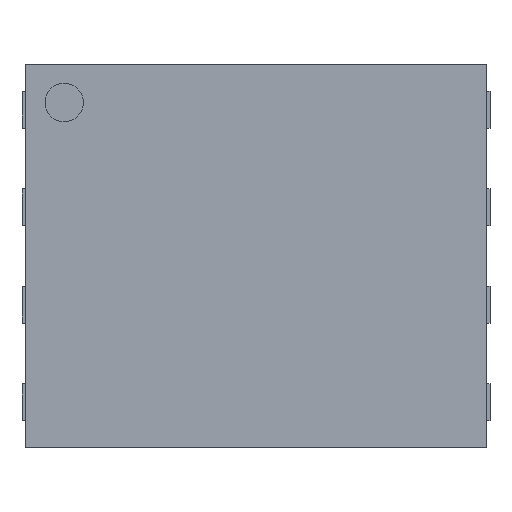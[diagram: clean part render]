
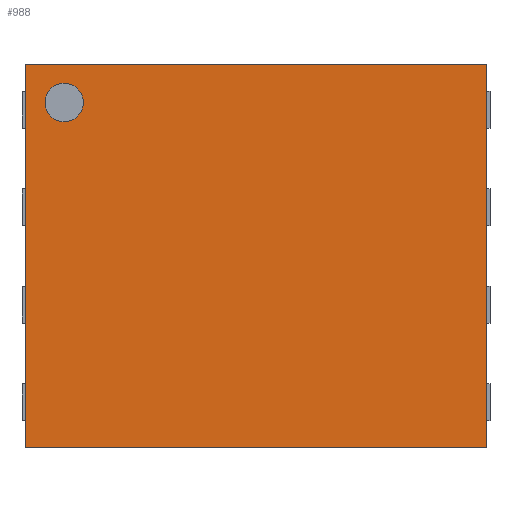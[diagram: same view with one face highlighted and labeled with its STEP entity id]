
A CAD part, top view. The second image highlights one B-rep face of the part: STEP entity #988.
In plain terms, the highlighted planar face has unit normal (0, 0, 1).
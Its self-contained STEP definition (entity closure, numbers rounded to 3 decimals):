
#13=FACE_BOUND('',#220,.T.);
#93=PLANE('',#1092);
#156=FACE_OUTER_BOUND('',#219,.T.);
#219=EDGE_LOOP('',(#912,#913,#914,#915));
#220=EDGE_LOOP('',(#916));
#319=LINE('',#1619,#427);
#323=LINE('',#1626,#431);
#326=LINE('',#1632,#434);
#328=LINE('',#1635,#436);
#427=VECTOR('',#1343,1000.);
#431=VECTOR('',#1349,1000.);
#434=VECTOR('',#1354,1000.);
#436=VECTOR('',#1358,1000.);
#454=CIRCLE('',#1085,0.25);
#530=VERTEX_POINT('',#1609);
#533=VERTEX_POINT('',#1616);
#534=VERTEX_POINT('',#1618);
#536=VERTEX_POINT('',#1624);
#538=VERTEX_POINT('',#1630);
#652=EDGE_CURVE('',#530,#530,#454,.T.);
#655=EDGE_CURVE('',#534,#533,#319,.T.);
#659=EDGE_CURVE('',#533,#536,#323,.T.);
#662=EDGE_CURVE('',#536,#538,#326,.T.);
#664=EDGE_CURVE('',#538,#534,#328,.T.);
#912=ORIENTED_EDGE('',*,*,#655,.T.);
#913=ORIENTED_EDGE('',*,*,#659,.T.);
#914=ORIENTED_EDGE('',*,*,#662,.T.);
#915=ORIENTED_EDGE('',*,*,#664,.T.);
#916=ORIENTED_EDGE('',*,*,#652,.F.);
#988=ADVANCED_FACE('',(#156,#13),#93,.F.);
#1085=AXIS2_PLACEMENT_3D('',#1611,#1337,#1338);
#1092=AXIS2_PLACEMENT_3D('',#1638,#1363,#1364);
#1337=DIRECTION('center_axis',(0.,0.,1.));
#1338=DIRECTION('ref_axis',(1.,0.,0.));
#1343=DIRECTION('',(0.,1.,0.));
#1349=DIRECTION('',(-1.,0.,0.));
#1354=DIRECTION('',(0.,-1.,0.));
#1358=DIRECTION('',(1.,0.,0.));
#1363=DIRECTION('center_axis',(0.,0.,-1.));
#1364=DIRECTION('ref_axis',(-1.,0.,0.));
#1609=CARTESIAN_POINT('',(-2.75,2.,0.8));
#1611=CARTESIAN_POINT('Origin',(-2.5,2.,0.8));
#1616=CARTESIAN_POINT('',(3.,2.5,0.8));
#1618=CARTESIAN_POINT('',(3.,-2.5,0.8));
#1619=CARTESIAN_POINT('',(3.,-2.5,0.8));
#1624=CARTESIAN_POINT('',(-3.,2.5,0.8));
#1626=CARTESIAN_POINT('',(-3.,2.5,0.8));
#1630=CARTESIAN_POINT('',(-3.,-2.5,0.8));
#1632=CARTESIAN_POINT('',(-3.,-2.5,0.8));
#1635=CARTESIAN_POINT('',(-3.,-2.5,0.8));
#1638=CARTESIAN_POINT('Origin',(0.,0.,0.8));
